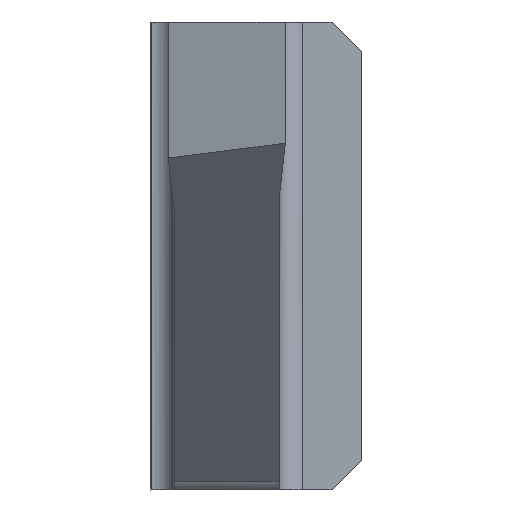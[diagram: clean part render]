
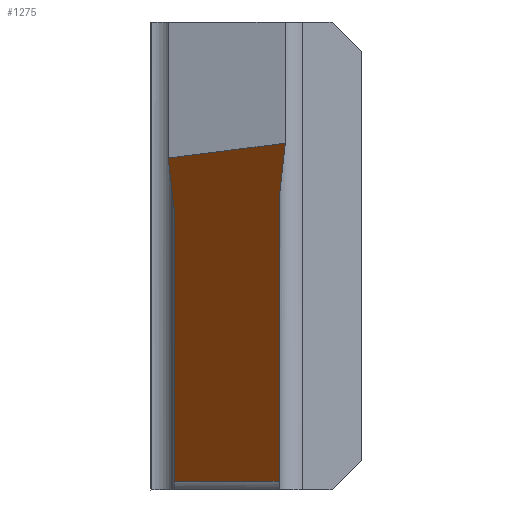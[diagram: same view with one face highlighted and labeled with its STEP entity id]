
A CAD part, front view. The second image highlights one B-rep face of the part: STEP entity #1275.
In plain terms, the highlighted planar face has unit normal (0, -0.427, -0.904).
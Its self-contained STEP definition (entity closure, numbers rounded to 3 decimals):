
#1119=CARTESIAN_POINT('',(0.3,0.536,-2.326));
#1120=VERTEX_POINT('',#1119);
#1131=CARTESIAN_POINT('',(0.406,2.507,-3.257));
#1132=DIRECTION('',(-0.049,-0.903,0.427));
#1133=VECTOR('',#1132,2.183);
#1134=LINE('',#1131,#1133);
#1135=CARTESIAN_POINT('',(0.406,2.507,-3.257));
#1136=VERTEX_POINT('',#1135);
#1137=EDGE_CURVE('',#1136,#1120,#1134,.T.);
#1181=CARTESIAN_POINT('',(0.75,5.638,-4.737));
#1182=DIRECTION('',(0.,0.427,0.904));
#1183=DIRECTION('',(0.,-0.386,0.183));
#1184=AXIS2_PLACEMENT_3D('',#1181,#1182,#1183);
#1185=PLANE('',#1184);
#1186=CARTESIAN_POINT('',(0.406,12.223,-7.85));
#1187=DIRECTION('',(0.,-0.904,0.427));
#1188=VECTOR('',#1187,10.746);
#1189=LINE('',#1186,#1188);
#1190=CARTESIAN_POINT('',(0.406,12.223,-7.85));
#1191=VERTEX_POINT('',#1190);
#1192=EDGE_CURVE('',#1191,#1136,#1189,.T.);
#1193=ORIENTED_EDGE('Edge 1054',*,*,#1192,.F.);
#1202=ORIENTED_EDGE('Edge 129',*,*,#1137,.F.);
#1211=CARTESIAN_POINT('',(0.3,0.536,-2.326));
#1212=DIRECTION('',(0.959,-0.257,0.121));
#1213=VECTOR('',#1212,2.086);
#1214=LINE('',#1211,#1213);
#1215=CARTESIAN_POINT('',(2.3,0.,-2.072));
#1216=VERTEX_POINT('',#1215);
#1217=EDGE_CURVE('',#1120,#1216,#1214,.T.);
#1218=ORIENTED_EDGE('Edge 134',*,*,#1217,.F.);
#1227=CARTESIAN_POINT('',(2.3,0.,-2.072));
#1228=DIRECTION('',(-0.047,0.903,-0.427));
#1229=VECTOR('',#1228,2.246);
#1230=LINE('',#1227,#1229);
#1231=CARTESIAN_POINT('',(2.194,2.028,-3.031));
#1232=VERTEX_POINT('',#1231);
#1233=EDGE_CURVE('',#1216,#1232,#1230,.T.);
#1234=ORIENTED_EDGE('Edge 139',*,*,#1233,.F.);
#1243=CARTESIAN_POINT('',(2.194,2.028,-3.031));
#1244=DIRECTION('',(0.,0.904,-0.427));
#1245=VECTOR('',#1244,11.276);
#1246=LINE('',#1243,#1245);
#1247=CARTESIAN_POINT('',(2.194,12.223,-7.85));
#1248=VERTEX_POINT('',#1247);
#1249=EDGE_CURVE('',#1232,#1248,#1246,.T.);
#1250=ORIENTED_EDGE('Edge 1104',*,*,#1249,.F.);
#1259=CARTESIAN_POINT('',(0.406,12.223,-7.85));
#1260=DIRECTION('',(1.,0.,0.));
#1261=VECTOR('',#1260,1.787);
#1262=LINE('',#1259,#1261);
#1263=EDGE_CURVE('',#1191,#1248,#1262,.T.);
#1264=ORIENTED_EDGE('Edge 149',*,*,#1263,.T.);
#1273=EDGE_LOOP('',(#1264,#1250,#1234,#1218,#1202,#1193));
#1274=FACE_OUTER_BOUND('Loop 150',#1273,.T.);
#1275=ADVANCED_FACE('Face 151',(#1274),#1185,.F.);
